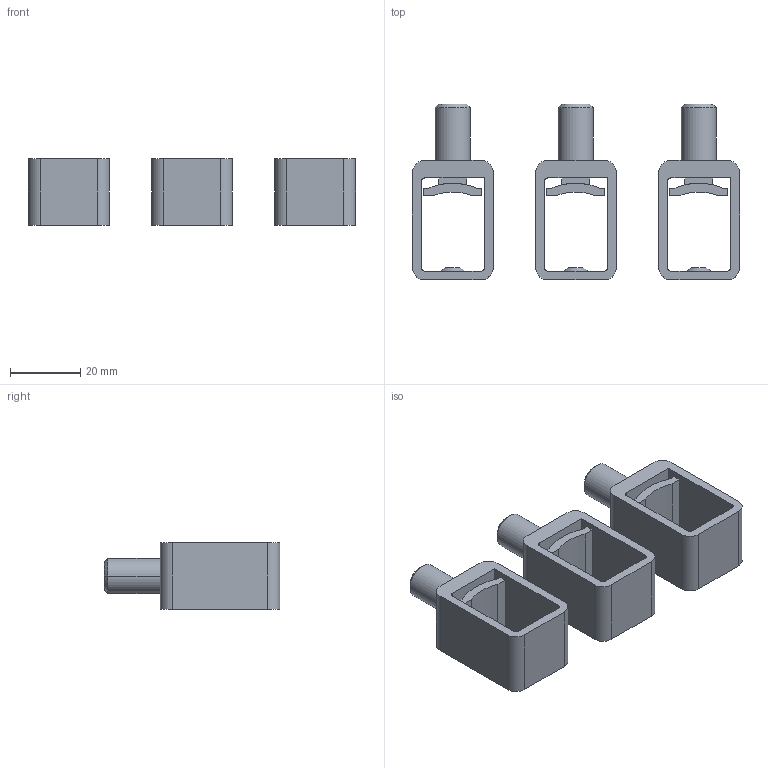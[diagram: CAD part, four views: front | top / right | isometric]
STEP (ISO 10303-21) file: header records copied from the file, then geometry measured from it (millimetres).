
FILE_DESCRIPTION(('CATIA V5 STEP Exchange'),'2;1');
FILE_NAME('1SDH001295R0455_1PA_001_00_XT3_3P_PLUG-IN_FCCu_SUP.stp','2014-11-11T15:28:45+00:00',('none'),('none'),'CATIA Version 5 Release 20 SP 1 (IN-10)','CATIA V5 STEP AP214','none');
FILE_SCHEMA(('AUTOMOTIVE_DESIGN { 1 0 10303 214 1 1 1 1 }'));
Length unit declared in the file: millimetre
Products named in the file (1): 1SDH001295R0455_1PA_001_00_XT3_3P_PLUG-IN_FCCu_SUP
Bounding box: 93 x 50 x 19 mm (x, y, z)
Volume: 22982.6 mm3; surface area: 16339.7 mm2
Topology: 3 solids, 3 shells, 117 faces, 291 edges, 192 vertices
Faces by surface type: plane 72, cylinder 33, cone 12
Entity records: 3262 total; most frequent: ORIENTED_EDGE 582, CARTESIAN_POINT 565, DIRECTION 453, EDGE_CURVE 291, VECTOR 201, LINE 201, VERTEX_POINT 192, AXIS2_PLACEMENT_3D 172
